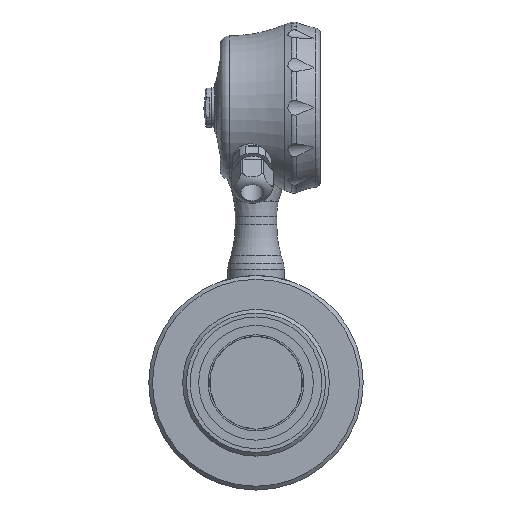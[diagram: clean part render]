
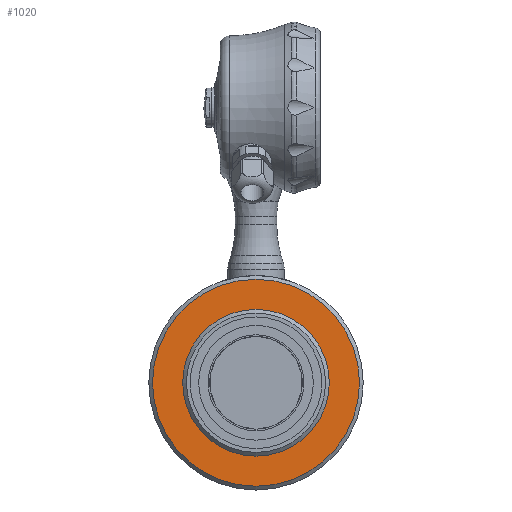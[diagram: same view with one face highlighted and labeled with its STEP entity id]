
A CAD part, front view. The second image highlights one B-rep face of the part: STEP entity #1020.
In plain terms, the highlighted planar face has unit normal (0, -1, 0).
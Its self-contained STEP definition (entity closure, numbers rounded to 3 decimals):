
#1020 = ADVANCED_FACE( '', ( #2354, #2355 ), #2356, .T. );
#2354 = FACE_OUTER_BOUND( '', #4389, .T. );
#2355 = FACE_BOUND( '', #4390, .T. );
#2356 = PLANE( '', #4391 );
#4389 = EDGE_LOOP( '', ( #7861 ) );
#4390 = EDGE_LOOP( '', ( #7862 ) );
#4391 = AXIS2_PLACEMENT_3D( '', #7863, #7864, #7865 );
#7861 = ORIENTED_EDGE( '', *, *, #10965, .T. );
#7862 = ORIENTED_EDGE( '', *, *, #11285, .F. );
#7863 = CARTESIAN_POINT( '', ( 0., -50., 39. ) );
#7864 = DIRECTION( '', ( 0., -1., 0. ) );
#7865 = DIRECTION( '', ( 0., 0., 1. ) );
#10965 = EDGE_CURVE( '', #13297, #13297, #13298, .T. );
#11285 = EDGE_CURVE( '', #13740, #13740, #13741, .T. );
#13297 = VERTEX_POINT( '', #18461 );
#13298 = CIRCLE( '', #18462, 55. );
#13740 = VERTEX_POINT( '', #19541 );
#13741 = CIRCLE( '', #19542, 39. );
#18461 = CARTESIAN_POINT( '', ( 0., -50., 55. ) );
#18462 = AXIS2_PLACEMENT_3D( '', #22130, #22131, #22132 );
#19541 = CARTESIAN_POINT( '', ( 0., -50., 39. ) );
#19542 = AXIS2_PLACEMENT_3D( '', #22482, #22483, #22484 );
#22130 = CARTESIAN_POINT( '', ( 0., -50., 0. ) );
#22131 = DIRECTION( '', ( 0., -1., 0. ) );
#22132 = DIRECTION( '', ( 0., 0., 1. ) );
#22482 = CARTESIAN_POINT( '', ( 0., -50., 0. ) );
#22483 = DIRECTION( '', ( 0., -1., 0. ) );
#22484 = DIRECTION( '', ( 0., 0., 1. ) );
